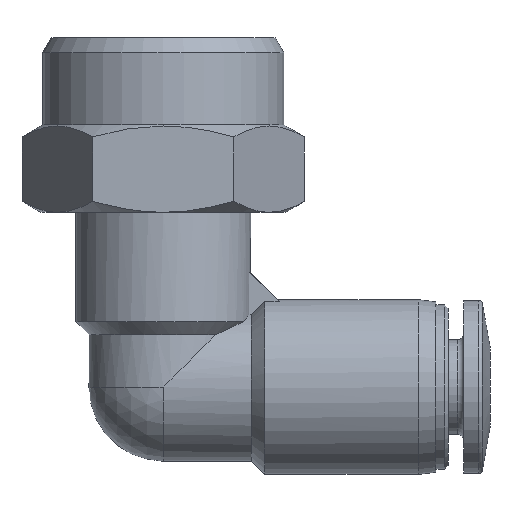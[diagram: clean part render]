
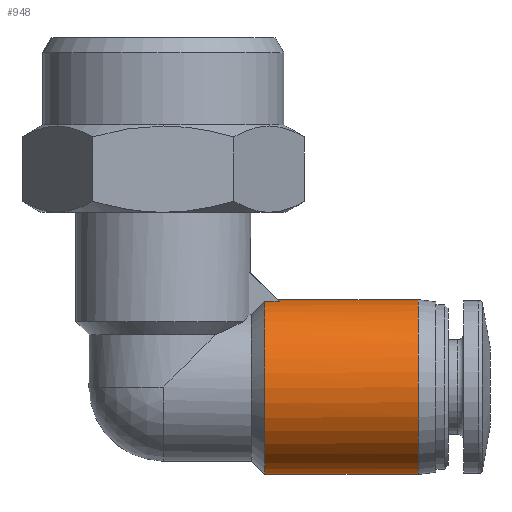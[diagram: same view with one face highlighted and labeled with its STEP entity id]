
A CAD part, front view. The second image highlights one B-rep face of the part: STEP entity #948.
In plain terms, the highlighted cylindrical face has radius 5 mm (diameter 10 mm), a full revolution.
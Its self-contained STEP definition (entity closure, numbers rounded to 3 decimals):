
#41=LINE('',#1403,#55);
#42=LINE('',#1407,#56);
#55=VECTOR('',#1137,1000.);
#56=VECTOR('',#1140,1000.);
#110=ELLIPSE('',#1017,7.071,5.);
#149=ORIENTED_EDGE('',*,*,#307,.F.);
#150=ORIENTED_EDGE('',*,*,#305,.T.);
#151=ORIENTED_EDGE('',*,*,#308,.T.);
#152=ORIENTED_EDGE('',*,*,#309,.F.);
#153=ORIENTED_EDGE('',*,*,#310,.F.);
#305=EDGE_CURVE('',#378,#377,#422,.T.);
#307=EDGE_CURVE('',#379,#379,#423,.T.);
#308=EDGE_CURVE('',#377,#380,#41,.T.);
#309=EDGE_CURVE('',#381,#380,#110,.T.);
#310=EDGE_CURVE('',#378,#381,#42,.T.);
#377=VERTEX_POINT('',#1393);
#378=VERTEX_POINT('',#1395);
#379=VERTEX_POINT('',#1402);
#380=VERTEX_POINT('',#1404);
#381=VERTEX_POINT('',#1406);
#422=CIRCLE('',#1014,5.);
#423=CIRCLE('',#1016,5.);
#459=EDGE_LOOP('',(#149));
#460=EDGE_LOOP('',(#150,#151,#152,#153));
#532=FACE_BOUND('',#459,.T.);
#533=FACE_BOUND('',#460,.T.);
#596=CYLINDRICAL_SURFACE('',#1015,5.);
#948=ADVANCED_FACE('',(#532,#533),#596,.T.);
#1014=AXIS2_PLACEMENT_3D('',#1394,#1131,#1132);
#1015=AXIS2_PLACEMENT_3D('',#1400,#1133,#1134);
#1016=AXIS2_PLACEMENT_3D('',#1401,#1135,#1136);
#1017=AXIS2_PLACEMENT_3D('',#1405,#1138,#1139);
#1131=DIRECTION('',(1.,0.,0.));
#1132=DIRECTION('',(0.,0.,-1.));
#1133=DIRECTION('',(1.,0.,0.));
#1134=DIRECTION('',(0.,0.,-1.));
#1135=DIRECTION('',(1.,0.,0.));
#1136=DIRECTION('',(0.,0.,-1.));
#1137=DIRECTION('',(1.,0.,0.));
#1138=DIRECTION('',(-0.707,0.,-0.707));
#1139=DIRECTION('',(0.707,0.,-0.707));
#1140=DIRECTION('',(1.,0.,0.));
#1393=CARTESIAN_POINT('',(5.8,1.,4.899));
#1394=CARTESIAN_POINT('',(5.8,0.,0.));
#1395=CARTESIAN_POINT('',(5.8,-1.,4.899));
#1400=CARTESIAN_POINT('',(18.7,0.,0.));
#1401=CARTESIAN_POINT('',(14.6,0.,0.));
#1402=CARTESIAN_POINT('',(14.6,0.,-5.));
#1403=CARTESIAN_POINT('',(18.7,1.,4.899));
#1404=CARTESIAN_POINT('',(6.637,1.,4.899));
#1405=CARTESIAN_POINT('',(11.536,0.,0.));
#1406=CARTESIAN_POINT('',(6.637,-1.,4.899));
#1407=CARTESIAN_POINT('',(18.7,-1.,4.899));
